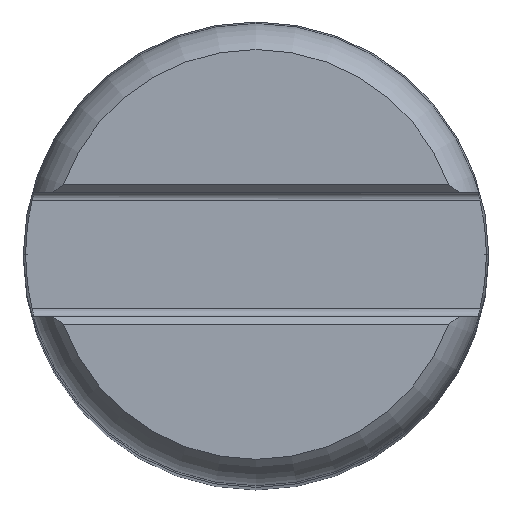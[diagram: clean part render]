
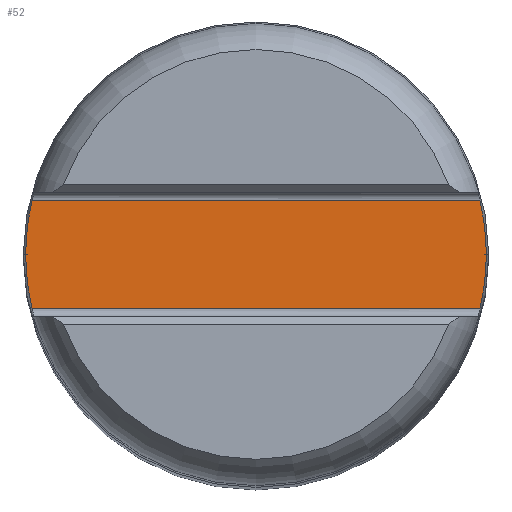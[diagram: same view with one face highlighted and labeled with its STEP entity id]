
A CAD part, top view. The second image highlights one B-rep face of the part: STEP entity #52.
In plain terms, the highlighted planar face has unit normal (0, 0, 1).
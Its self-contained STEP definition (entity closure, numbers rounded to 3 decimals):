
#22 = CARTESIAN_POINT ( 'NONE',  ( 0., 0., 32.1 ) ) ;
#44 = DIRECTION ( 'NONE',  ( 0., 0., 1. ) ) ;
#52 = ADVANCED_FACE ( 'NONE', ( #681 ), #91, .T. ) ;
#70 = ORIENTED_EDGE ( 'NONE', *, *, #622, .T. ) ;
#83 = AXIS2_PLACEMENT_3D ( 'NONE', #603, #997, #105 ) ;
#91 = PLANE ( 'NONE',  #1118 ) ;
#105 = DIRECTION ( 'NONE',  ( 1., 0., 0. ) ) ;
#143 = CARTESIAN_POINT ( 'NONE',  ( 0., 0., 32.1 ) ) ;
#157 = ORIENTED_EDGE ( 'NONE', *, *, #487, .T. ) ;
#173 = ORIENTED_EDGE ( 'NONE', *, *, #325, .F. ) ;
#228 = CARTESIAN_POINT ( 'NONE',  ( -3., 0.7, 32.1 ) ) ;
#267 = CARTESIAN_POINT ( 'NONE',  ( 0., 0., 32.1 ) ) ;
#279 = AXIS2_PLACEMENT_3D ( 'NONE', #22, #305, #612 ) ;
#305 = DIRECTION ( 'NONE',  ( 0., 0., 1. ) ) ;
#317 = CARTESIAN_POINT ( 'NONE',  ( -2.969, 0., 32.1 ) ) ;
#323 = VECTOR ( 'NONE', #1171, 1000. ) ;
#325 = EDGE_CURVE ( 'NONE', #1141, #876, #607, .T. ) ;
#370 = DIRECTION ( 'NONE',  ( 1., 0., 0. ) ) ;
#418 = CARTESIAN_POINT ( 'NONE',  ( 2.885, 0.7, 32.1 ) ) ;
#428 = CIRCLE ( 'NONE', #279, 2.969 ) ;
#458 = VERTEX_POINT ( 'NONE', #1056 ) ;
#463 = CARTESIAN_POINT ( 'NONE',  ( 2.969, 0., 32.1 ) ) ;
#480 = VERTEX_POINT ( 'NONE', #1140 ) ;
#487 = EDGE_CURVE ( 'NONE', #480, #591, #1161, .T. ) ;
#534 = DIRECTION ( 'NONE',  ( 1., 0., 0. ) ) ;
#577 = DIRECTION ( 'NONE',  ( 1., 0., 0. ) ) ;
#581 = CARTESIAN_POINT ( 'NONE',  ( -3., 0.7, 32.1 ) ) ;
#591 = VERTEX_POINT ( 'NONE', #463 ) ;
#596 = AXIS2_PLACEMENT_3D ( 'NONE', #143, #44, #534 ) ;
#603 = CARTESIAN_POINT ( 'NONE',  ( 0., 0., 32.1 ) ) ;
#607 = LINE ( 'NONE', #228, #1122 ) ;
#612 = DIRECTION ( 'NONE',  ( 1., 0., 0. ) ) ;
#613 = EDGE_CURVE ( 'NONE', #458, #480, #871, .T. ) ;
#622 = EDGE_CURVE ( 'NONE', #1184, #458, #769, .T. ) ;
#659 = ORIENTED_EDGE ( 'NONE', *, *, #950, .T. ) ;
#681 = FACE_OUTER_BOUND ( 'NONE', #806, .T. ) ;
#769 = CIRCLE ( 'NONE', #1103, 2.969 ) ;
#781 = EDGE_CURVE ( 'NONE', #1141, #1184, #428, .T. ) ;
#806 = EDGE_LOOP ( 'NONE', ( #1269, #70, #1233, #157, #659, #173 ) ) ;
#861 = DIRECTION ( 'NONE',  ( 0., 0., 1. ) ) ;
#871 = LINE ( 'NONE', #977, #323 ) ;
#875 = DIRECTION ( 'NONE',  ( 0., 0., 1. ) ) ;
#876 = VERTEX_POINT ( 'NONE', #418 ) ;
#950 = EDGE_CURVE ( 'NONE', #591, #876, #1061, .T. ) ;
#977 = CARTESIAN_POINT ( 'NONE',  ( -3., -0.7, 32.1 ) ) ;
#997 = DIRECTION ( 'NONE',  ( 0., 0., 1. ) ) ;
#1033 = CARTESIAN_POINT ( 'NONE',  ( -2.885, 0.7, 32.1 ) ) ;
#1056 = CARTESIAN_POINT ( 'NONE',  ( -2.885, -0.7, 32.1 ) ) ;
#1061 = CIRCLE ( 'NONE', #83, 2.969 ) ;
#1103 = AXIS2_PLACEMENT_3D ( 'NONE', #267, #875, #577 ) ;
#1113 = DIRECTION ( 'NONE',  ( 1., 0., 0. ) ) ;
#1118 = AXIS2_PLACEMENT_3D ( 'NONE', #581, #861, #370 ) ;
#1122 = VECTOR ( 'NONE', #1113, 1000. ) ;
#1140 = CARTESIAN_POINT ( 'NONE',  ( 2.885, -0.7, 32.1 ) ) ;
#1141 = VERTEX_POINT ( 'NONE', #1033 ) ;
#1161 = CIRCLE ( 'NONE', #596, 2.969 ) ;
#1171 = DIRECTION ( 'NONE',  ( 1., 0., 0. ) ) ;
#1184 = VERTEX_POINT ( 'NONE', #317 ) ;
#1233 = ORIENTED_EDGE ( 'NONE', *, *, #613, .T. ) ;
#1269 = ORIENTED_EDGE ( 'NONE', *, *, #781, .T. ) ;
